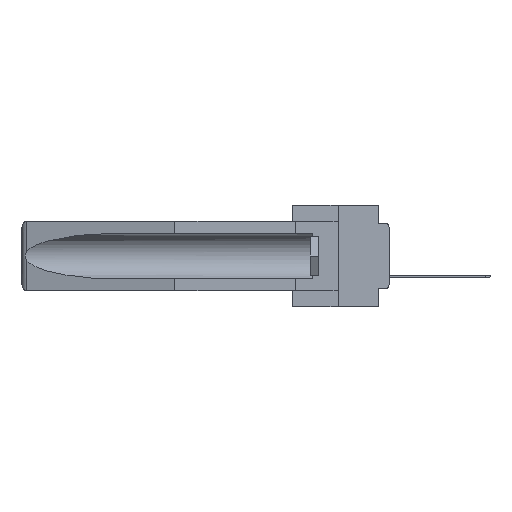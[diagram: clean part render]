
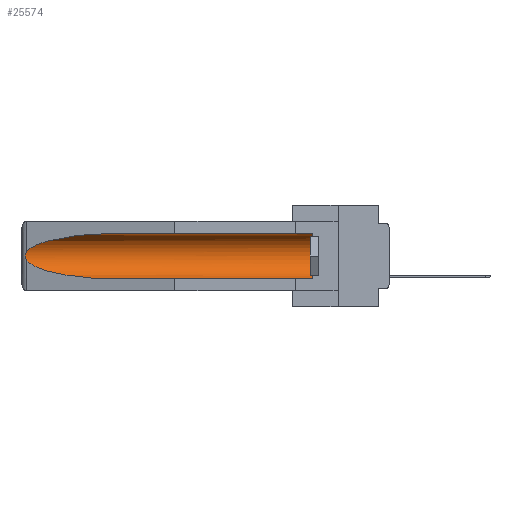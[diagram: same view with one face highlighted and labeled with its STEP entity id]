
A CAD part, left-side view. The second image highlights one B-rep face of the part: STEP entity #25574.
In plain terms, the highlighted cylindrical face has radius 2.857 mm (diameter 5.715 mm), a partial arc.
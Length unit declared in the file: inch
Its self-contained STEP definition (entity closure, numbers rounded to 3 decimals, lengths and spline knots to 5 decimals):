
#170 = CARTESIAN_POINT ( 'NONE',  ( 0.155, 0.126, -0.284 ) ) ;
#732 = EDGE_CURVE ( 'NONE', #4751, #2779, #29974, .T. ) ;
#858 = CARTESIAN_POINT ( 'NONE',  ( 0.26537, 1.52718, -0.14972 ) ) ;
#1450 = DIRECTION ( 'NONE',  ( 0., 1., 0. ) ) ;
#1520 = CARTESIAN_POINT ( 'NONE',  ( 0.26537, 1.52718, -0.14972 ) ) ;
#1882 = CARTESIAN_POINT ( 'NONE',  ( 0.25451, 1.48313, -0.09465 ) ) ;
#2055 = VERTEX_POINT ( 'NONE', #25253 ) ;
#2779 = VERTEX_POINT ( 'NONE', #23500 ) ;
#3108 = ORIENTED_EDGE ( 'NONE', *, *, #23556, .T. ) ;
#3197 = CARTESIAN_POINT ( 'NONE',  ( 0.155, -0.30754, -0.059 ) ) ;
#3465 = CARTESIAN_POINT ( 'NONE',  ( 0.26654, 1.53092, -0.15636 ) ) ;
#3601 = VECTOR ( 'NONE', #1450, 39.37008 ) ;
#3788 = CARTESIAN_POINT ( 'NONE',  ( 0.26597, 1.52961, -0.15275 ) ) ;
#3823 = CARTESIAN_POINT ( 'NONE',  ( 0.21114, 1.30732, -0.059 ) ) ;
#4617 = AXIS2_PLACEMENT_3D ( 'NONE', #27280, #12470, #20032 ) ;
#4751 = VERTEX_POINT ( 'NONE', #858 ) ;
#4824 =( BOUNDED_CURVE ( )  B_SPLINE_CURVE ( 3, ( #6266, #18655, #19312, #14141 ),
 .UNSPECIFIED., .F., .F. ) 
 B_SPLINE_CURVE_WITH_KNOTS ( ( 4, 4 ),
 ( 0.1948, 1.5708 ),
 .UNSPECIFIED. ) 
 CURVE ( )  GEOMETRIC_REPRESENTATION_ITEM ( )  RATIONAL_B_SPLINE_CURVE ( ( 1., 0.848, 0.848, 1. ) ) 
 REPRESENTATION_ITEM ( '' )  );
#6047 = CARTESIAN_POINT ( 'NONE',  ( 0.2675, 1.53308, -0.16763 ) ) ;
#6210 = CARTESIAN_POINT ( 'NONE',  ( 0.155, 1.07973, -0.284 ) ) ;
#6266 = CARTESIAN_POINT ( 'NONE',  ( 0.26537, 1.52718, -0.19328 ) ) ;
#6417 = CARTESIAN_POINT ( 'NONE',  ( 0.155, -0.30754, -0.1715 ) ) ;
#6619 = CARTESIAN_POINT ( 'NONE',  ( 0.155, -0.30754, -0.284 ) ) ;
#10462 = VERTEX_POINT ( 'NONE', #6210 ) ;
#11176 = CARTESIAN_POINT ( 'NONE',  ( 0.26597, 1.5296, -0.19026 ) ) ;
#11700 = CARTESIAN_POINT ( 'NONE',  ( 0.26537, 1.52718, -0.14972 ) ) ;
#11830 = CIRCLE ( 'NONE', #4617, 0.1125 ) ;
#12470 = DIRECTION ( 'NONE',  ( 0., -1., 0. ) ) ;
#13316 = DIRECTION ( 'NONE',  ( 0., 1., 0. ) ) ;
#13505 = EDGE_CURVE ( 'NONE', #2779, #10462, #4824, .T. ) ;
#14005 = LINE ( 'NONE', #6619, #3601 ) ;
#14141 = CARTESIAN_POINT ( 'NONE',  ( 0.155, 1.07973, -0.284 ) ) ;
#14537 = VECTOR ( 'NONE', #22975, 39.37008 ) ;
#15706 =( BOUNDED_CURVE ( )  B_SPLINE_CURVE ( 3, ( #16040, #3823, #1882, #11700 ),
 .UNSPECIFIED., .F., .F. ) 
 B_SPLINE_CURVE_WITH_KNOTS ( ( 4, 4 ),
 ( 4.71239, 6.08839 ),
 .UNSPECIFIED. ) 
 CURVE ( )  GEOMETRIC_REPRESENTATION_ITEM ( )  RATIONAL_B_SPLINE_CURVE ( ( 1., 0.848, 0.848, 1. ) ) 
 REPRESENTATION_ITEM ( '' )  );
#15954 = EDGE_CURVE ( 'NONE', #17122, #10462, #14005, .T. ) ;
#16040 = CARTESIAN_POINT ( 'NONE',  ( 0.155, 1.07973, -0.059 ) ) ;
#16224 = DIRECTION ( 'NONE',  ( 0., 0., 1. ) ) ;
#17122 = VERTEX_POINT ( 'NONE', #170 ) ;
#18643 = CYLINDRICAL_SURFACE ( 'NONE', #26726, 0.1125 ) ;
#18655 = CARTESIAN_POINT ( 'NONE',  ( 0.25451, 1.48313, -0.24835 ) ) ;
#18821 = EDGE_CURVE ( 'NONE', #2055, #25255, #20409, .T. ) ;
#19312 = CARTESIAN_POINT ( 'NONE',  ( 0.21114, 1.30732, -0.284 ) ) ;
#19761 = ORIENTED_EDGE ( 'NONE', *, *, #18821, .T. ) ;
#20032 = DIRECTION ( 'NONE',  ( 0., 0., 1. ) ) ;
#20223 = ORIENTED_EDGE ( 'NONE', *, *, #13505, .T. ) ;
#20275 = EDGE_LOOP ( 'NONE', ( #3108, #30519, #20223, #29039, #23459, #19761 ) ) ;
#20409 = LINE ( 'NONE', #3197, #14537 ) ;
#21005 = CARTESIAN_POINT ( 'NONE',  ( 0.26537, 1.52718, -0.19328 ) ) ;
#21895 = CARTESIAN_POINT ( 'NONE',  ( 0.155, 1.07973, -0.059 ) ) ;
#22975 = DIRECTION ( 'NONE',  ( 0., 1., 0. ) ) ;
#23248 = CARTESIAN_POINT ( 'NONE',  ( 0.2675, 1.53308, -0.17534 ) ) ;
#23413 = CARTESIAN_POINT ( 'NONE',  ( 0.2673, 1.5327, -0.16383 ) ) ;
#23459 = ORIENTED_EDGE ( 'NONE', *, *, #27574, .T. ) ;
#23500 = CARTESIAN_POINT ( 'NONE',  ( 0.26537, 1.52718, -0.19328 ) ) ;
#23556 = EDGE_CURVE ( 'NONE', #25255, #4751, #15706, .T. ) ;
#25253 = CARTESIAN_POINT ( 'NONE',  ( 0.155, 0.126, -0.059 ) ) ;
#25255 = VERTEX_POINT ( 'NONE', #21895 ) ;
#25574 = ADVANCED_FACE ( 'NONE', ( #25889 ), #18643, .F. ) ;
#25676 = CARTESIAN_POINT ( 'NONE',  ( 0.2673, 1.53269, -0.17917 ) ) ;
#25889 = FACE_OUTER_BOUND ( 'NONE', #20275, .T. ) ;
#26011 = CARTESIAN_POINT ( 'NONE',  ( 0.26655, 1.53094, -0.18657 ) ) ;
#26726 = AXIS2_PLACEMENT_3D ( 'NONE', #6417, #13316, #16224 ) ;
#27280 = CARTESIAN_POINT ( 'NONE',  ( 0.155, 0.126, -0.1715 ) ) ;
#27574 = EDGE_CURVE ( 'NONE', #17122, #2055, #11830, .T. ) ;
#29039 = ORIENTED_EDGE ( 'NONE', *, *, #15954, .F. ) ;
#29974 = B_SPLINE_CURVE_WITH_KNOTS ( 'NONE', 3,
 ( #1520, #3788, #3465, #23413, #6047, #23248, #25676, #26011, #11176, #21005 ),
 .UNSPECIFIED., .F., .F.,
 ( 4, 2, 2, 2, 4 ),
 ( 0., 0.00029, 0.00058, 0.00087, 0.00117 ),
 .UNSPECIFIED. ) ;
#30519 = ORIENTED_EDGE ( 'NONE', *, *, #732, .T. ) ;
